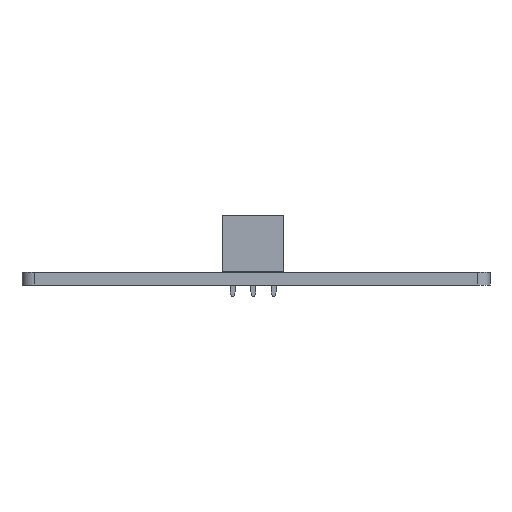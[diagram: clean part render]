
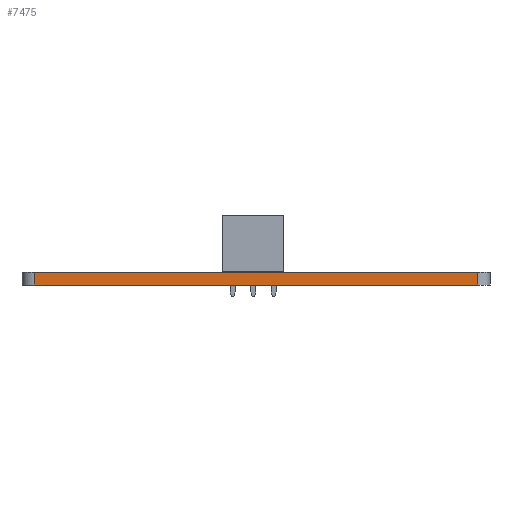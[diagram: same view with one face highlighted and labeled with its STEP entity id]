
A CAD part, left-side view. The second image highlights one B-rep face of the part: STEP entity #7475.
In plain terms, the highlighted planar face has unit normal (-1, 0, 0).
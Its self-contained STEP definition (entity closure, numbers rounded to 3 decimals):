
#5990 = VERTEX_POINT('',#5991);
#5991 = CARTESIAN_POINT('',(113.5,-53.,0.));
#5998 = EDGE_CURVE('',#5999,#5990,#6001,.T.);
#5999 = VERTEX_POINT('',#6000);
#6000 = CARTESIAN_POINT('',(113.5,-108.,0.));
#6001 = LINE('',#6002,#6003);
#6002 = CARTESIAN_POINT('',(113.5,-108.,0.));
#6003 = VECTOR('',#6004,1.);
#6004 = DIRECTION('',(0.,1.,0.));
#6706 = VERTEX_POINT('',#6707);
#6707 = CARTESIAN_POINT('',(113.5,-53.,1.6));
#6714 = EDGE_CURVE('',#6715,#6706,#6717,.T.);
#6715 = VERTEX_POINT('',#6716);
#6716 = CARTESIAN_POINT('',(113.5,-108.,1.6));
#6717 = LINE('',#6718,#6719);
#6718 = CARTESIAN_POINT('',(113.5,-108.,1.6));
#6719 = VECTOR('',#6720,1.);
#6720 = DIRECTION('',(0.,1.,0.));
#7445 = EDGE_CURVE('',#5990,#6706,#7446,.T.);
#7446 = LINE('',#7447,#7448);
#7447 = CARTESIAN_POINT('',(113.5,-53.,0.));
#7448 = VECTOR('',#7449,1.);
#7449 = DIRECTION('',(0.,0.,1.));
#7475 = ADVANCED_FACE('',(#7476),#7487,.T.);
#7476 = FACE_BOUND('',#7477,.T.);
#7477 = EDGE_LOOP('',(#7478,#7484,#7485,#7486));
#7478 = ORIENTED_EDGE('',*,*,#7479,.T.);
#7479 = EDGE_CURVE('',#5999,#6715,#7480,.T.);
#7480 = LINE('',#7481,#7482);
#7481 = CARTESIAN_POINT('',(113.5,-108.,0.));
#7482 = VECTOR('',#7483,1.);
#7483 = DIRECTION('',(0.,0.,1.));
#7484 = ORIENTED_EDGE('',*,*,#6714,.T.);
#7485 = ORIENTED_EDGE('',*,*,#7445,.F.);
#7486 = ORIENTED_EDGE('',*,*,#5998,.F.);
#7487 = PLANE('',#7488);
#7488 = AXIS2_PLACEMENT_3D('',#7489,#7490,#7491);
#7489 = CARTESIAN_POINT('',(113.5,-108.,0.));
#7490 = DIRECTION('',(-1.,0.,0.));
#7491 = DIRECTION('',(0.,1.,0.));
